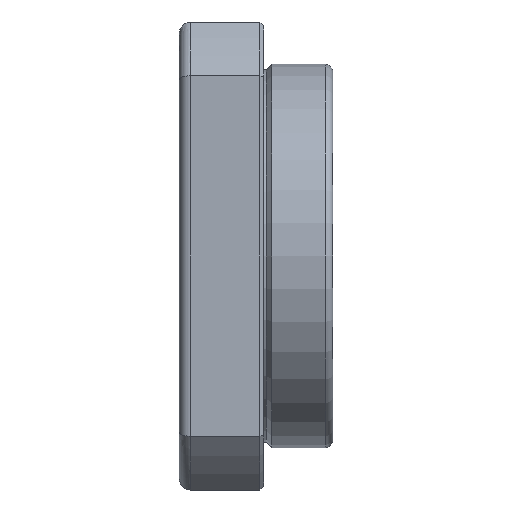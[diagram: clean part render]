
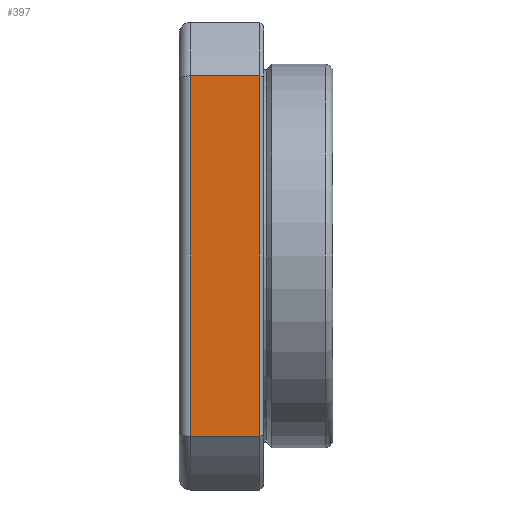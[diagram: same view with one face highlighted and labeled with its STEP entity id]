
A CAD part, front view. The second image highlights one B-rep face of the part: STEP entity #397.
In plain terms, the highlighted planar face has unit normal (0, -1, 0).
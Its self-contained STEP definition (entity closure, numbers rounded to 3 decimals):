
#397 = ADVANCED_FACE ( 'NONE', ( #6747 ), #6074, .F. ) ;
#793 = DIRECTION ( 'NONE',  ( -1., 0., 0. ) ) ;
#876 = VERTEX_POINT ( 'NONE', #1926 ) ;
#1047 = CARTESIAN_POINT ( 'NONE',  ( 4.366, -29.507, -26.209 ) ) ;
#1286 = CARTESIAN_POINT ( 'NONE',  ( 4.366, -29.507, -26.209 ) ) ;
#1420 = VECTOR ( 'NONE', #793, 1000. ) ;
#1452 = DIRECTION ( 'NONE',  ( -1., 0., 0. ) ) ;
#1569 = ORIENTED_EDGE ( 'NONE', *, *, #3967, .T. ) ;
#1688 = VERTEX_POINT ( 'NONE', #5449 ) ;
#1713 = CARTESIAN_POINT ( 'NONE',  ( 13.866, -29.507, -26.209 ) ) ;
#1926 = CARTESIAN_POINT ( 'NONE',  ( -4.634, -29.507, -26.209 ) ) ;
#2257 = EDGE_CURVE ( 'NONE', #3495, #876, #2566, .T. ) ;
#2566 = LINE ( 'NONE', #1713, #7408 ) ;
#2953 = EDGE_CURVE ( 'NONE', #1688, #6424, #4646, .T. ) ;
#3241 = CARTESIAN_POINT ( 'NONE',  ( -4.634, -29.507, 20.78 ) ) ;
#3357 = DIRECTION ( 'NONE',  ( 0., 0., -1. ) ) ;
#3409 = ORIENTED_EDGE ( 'NONE', *, *, #4789, .T. ) ;
#3495 = VERTEX_POINT ( 'NONE', #1047 ) ;
#3662 = VECTOR ( 'NONE', #5133, 1000. ) ;
#3872 = LINE ( 'NONE', #1286, #3662 ) ;
#3967 = EDGE_CURVE ( 'NONE', #3495, #1688, #3872, .T. ) ;
#4232 = ORIENTED_EDGE ( 'NONE', *, *, #2257, .F. ) ;
#4356 = AXIS2_PLACEMENT_3D ( 'NONE', #6190, #8132, #5643 ) ;
#4646 = LINE ( 'NONE', #5303, #1420 ) ;
#4755 = VECTOR ( 'NONE', #3357, 1000. ) ;
#4789 = EDGE_CURVE ( 'NONE', #6424, #876, #5150, .T. ) ;
#5133 = DIRECTION ( 'NONE',  ( 0., 0., 1. ) ) ;
#5150 = LINE ( 'NONE', #5900, #4755 ) ;
#5303 = CARTESIAN_POINT ( 'NONE',  ( 13.866, -29.507, 20.78 ) ) ;
#5449 = CARTESIAN_POINT ( 'NONE',  ( 4.366, -29.507, 20.78 ) ) ;
#5643 = DIRECTION ( 'NONE',  ( 0., 0., 1. ) ) ;
#5900 = CARTESIAN_POINT ( 'NONE',  ( -4.634, -29.507, -26.209 ) ) ;
#6074 = PLANE ( 'NONE',  #4356 ) ;
#6190 = CARTESIAN_POINT ( 'NONE',  ( 13.866, -29.507, -26.209 ) ) ;
#6424 = VERTEX_POINT ( 'NONE', #3241 ) ;
#6747 = FACE_OUTER_BOUND ( 'NONE', #7523, .T. ) ;
#7408 = VECTOR ( 'NONE', #1452, 1000. ) ;
#7523 = EDGE_LOOP ( 'NONE', ( #4232, #1569, #8096, #3409 ) ) ;
#8096 = ORIENTED_EDGE ( 'NONE', *, *, #2953, .T. ) ;
#8132 = DIRECTION ( 'NONE',  ( 0., 1., 0. ) ) ;
